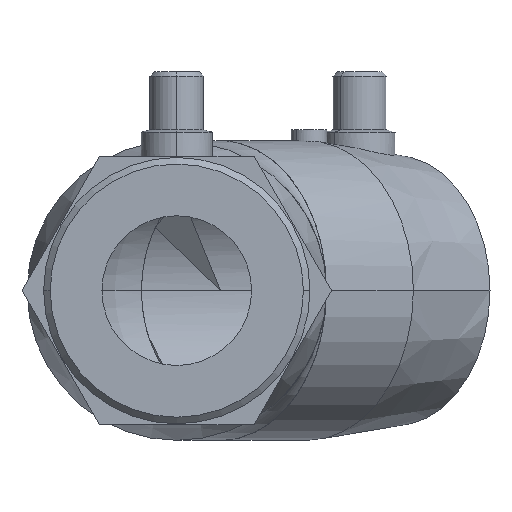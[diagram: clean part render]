
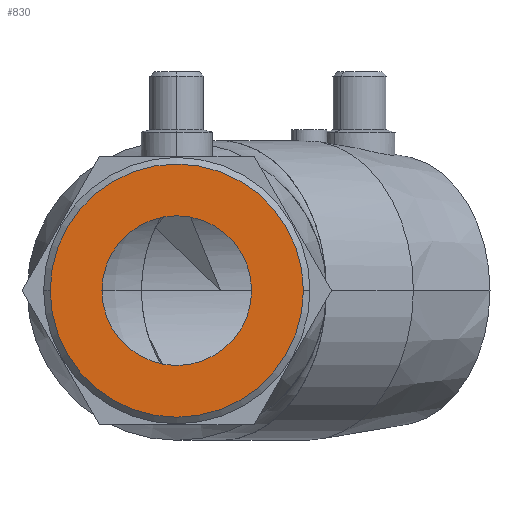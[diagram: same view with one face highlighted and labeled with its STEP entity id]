
A CAD part, left-side view. The second image highlights one B-rep face of the part: STEP entity #830.
In plain terms, the highlighted planar face has unit normal (-1, 0, 0).
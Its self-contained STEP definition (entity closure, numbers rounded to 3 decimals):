
#428 = EDGE_CURVE( '', #944, #584, #1182, .T. );
#584 = VERTEX_POINT( '', #1353 );
#676 = EDGE_CURVE( '', #584, #944, #1461, .T. );
#722 = EDGE_CURVE( '', #846, #820, #1512, .T. );
#820 = VERTEX_POINT( '', #1623 );
#830 = ADVANCED_FACE( '', ( #1633, #1634 ), #1635, .T. );
#846 = VERTEX_POINT( '', #1653 );
#944 = VERTEX_POINT( '', #1765 );
#1062 = EDGE_CURVE( '', #820, #846, #1895, .T. );
#1182 = CIRCLE( '', #2084, 16.75 );
#1353 = CARTESIAN_POINT( '', ( -133.688, -6.938, 0. ) );
#1461 = CIRCLE( '', #2648, 16.75 );
#1512 = CIRCLE( '', #2716, 28.328 );
#1623 = CARTESIAN_POINT( '', ( -133.688, 38.14, 0. ) );
#1633 = FACE_BOUND( '', #2909, .T. );
#1634 = FACE_OUTER_BOUND( '', #2910, .T. );
#1635 = PLANE( '', #2911 );
#1653 = CARTESIAN_POINT( '', ( -133.688, -18.516, 0. ) );
#1765 = CARTESIAN_POINT( '', ( -133.688, 26.562, 0. ) );
#1895 = CIRCLE( '', #3437, 28.328 );
#2084 = AXIS2_PLACEMENT_3D( '', #3654, #3655, #3656 );
#2648 = AXIS2_PLACEMENT_3D( '', #4002, #4003, #4004 );
#2716 = AXIS2_PLACEMENT_3D( '', #4061, #4062, #4063 );
#2909 = EDGE_LOOP( '', ( #4219, #4220 ) );
#2910 = EDGE_LOOP( '', ( #4221, #4222 ) );
#2911 = AXIS2_PLACEMENT_3D( '', #4223, #4224, #4225 );
#3437 = AXIS2_PLACEMENT_3D( '', #4515, #4516, #4517 );
#3654 = CARTESIAN_POINT( '', ( -133.688, 9.812, 0. ) );
#3655 = DIRECTION( '', ( 1., 0., 0. ) );
#3656 = DIRECTION( '', ( 0., 1., 0. ) );
#4002 = CARTESIAN_POINT( '', ( -133.688, 9.812, 0. ) );
#4003 = DIRECTION( '', ( 1., 0., 0. ) );
#4004 = DIRECTION( '', ( 0., 1., 0. ) );
#4061 = CARTESIAN_POINT( '', ( -133.688, 9.812, 0. ) );
#4062 = DIRECTION( '', ( -1., 0., 0. ) );
#4063 = DIRECTION( '', ( 0., 1., 0. ) );
#4219 = ORIENTED_EDGE( '', *, *, #428, .T. );
#4220 = ORIENTED_EDGE( '', *, *, #676, .T. );
#4221 = ORIENTED_EDGE( '', *, *, #1062, .T. );
#4222 = ORIENTED_EDGE( '', *, *, #722, .T. );
#4223 = CARTESIAN_POINT( '', ( -133.688, 23.976, 0. ) );
#4224 = DIRECTION( '', ( -1., 0., 0. ) );
#4225 = DIRECTION( '', ( 0., 1., 0. ) );
#4515 = CARTESIAN_POINT( '', ( -133.688, 9.812, 0. ) );
#4516 = DIRECTION( '', ( -1., 0., 0. ) );
#4517 = DIRECTION( '', ( 0., 1., 0. ) );
